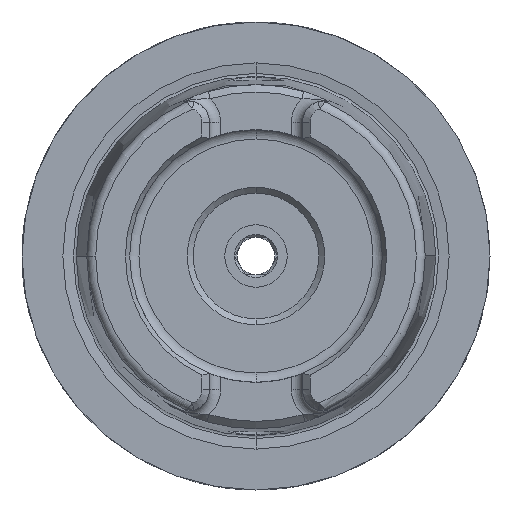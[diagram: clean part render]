
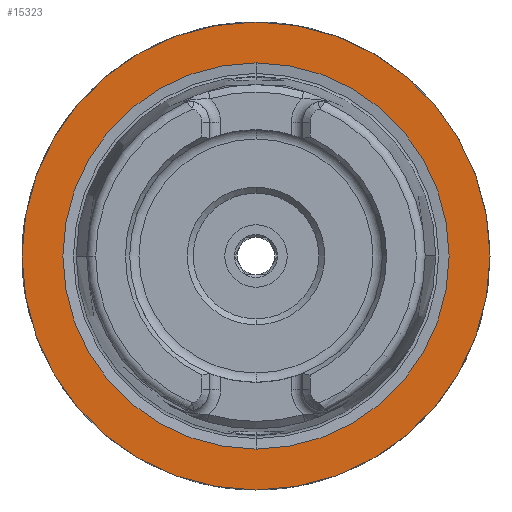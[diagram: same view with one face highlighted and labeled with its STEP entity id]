
A CAD part, left-side view. The second image highlights one B-rep face of the part: STEP entity #15323.
In plain terms, the highlighted planar face has unit normal (-1, 0, 0).
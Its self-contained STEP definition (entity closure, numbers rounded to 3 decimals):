
#70 = DIRECTION ( 'NONE',  ( 0., 0., 1. ) ) ;
#833 = DIRECTION ( 'NONE',  ( 0., 0., 1. ) ) ;
#869 = DIRECTION ( 'NONE',  ( -1., 0., 0. ) ) ;
#873 = CARTESIAN_POINT ( 'NONE',  ( 0., 0., 0. ) ) ;
#1057 = DIRECTION ( 'NONE',  ( 0., 0., 1. ) ) ;
#1085 = VERTEX_POINT ( 'NONE', #7356 ) ;
#1111 = CIRCLE ( 'NONE', #4615, 25.995 ) ;
#1308 = CIRCLE ( 'NONE', #12628, 25.995 ) ;
#1603 = EDGE_CURVE ( 'NONE', #13840, #10993, #6283, .T. ) ;
#2281 = AXIS2_PLACEMENT_3D ( 'NONE', #6971, #15794, #8259 ) ;
#2655 = FACE_BOUND ( 'NONE', #11614, .T. ) ;
#4477 = ORIENTED_EDGE ( 'NONE', *, *, #10190, .T. ) ;
#4615 = AXIS2_PLACEMENT_3D ( 'NONE', #15998, #8468, #1057 ) ;
#4819 = EDGE_CURVE ( 'NONE', #1085, #5982, #1308, .T. ) ;
#4847 = EDGE_LOOP ( 'NONE', ( #4477, #9156 ) ) ;
#4849 = CARTESIAN_POINT ( 'NONE',  ( 0., 0., -31.5 ) ) ;
#5534 = CARTESIAN_POINT ( 'NONE',  ( 0., 0., 0. ) ) ;
#5542 = FACE_OUTER_BOUND ( 'NONE', #4847, .T. ) ;
#5644 = EDGE_CURVE ( 'NONE', #5982, #1085, #1111, .T. ) ;
#5982 = VERTEX_POINT ( 'NONE', #9397 ) ;
#6108 = CIRCLE ( 'NONE', #15719, 31.5 ) ;
#6283 = CIRCLE ( 'NONE', #13333, 31.5 ) ;
#6770 = DIRECTION ( 'NONE',  ( 0., 0., 1. ) ) ;
#6971 = CARTESIAN_POINT ( 'NONE',  ( 0., 0., 0. ) ) ;
#7356 = CARTESIAN_POINT ( 'NONE',  ( 0., 0., 25.995 ) ) ;
#7455 = DIRECTION ( 'NONE',  ( -1., 0., 0. ) ) ;
#8207 = PLANE ( 'NONE',  #2281 ) ;
#8259 = DIRECTION ( 'NONE',  ( 0., 0., -1. ) ) ;
#8468 = DIRECTION ( 'NONE',  ( -1., 0., 0. ) ) ;
#9156 = ORIENTED_EDGE ( 'NONE', *, *, #1603, .T. ) ;
#9397 = CARTESIAN_POINT ( 'NONE',  ( 0., 0., -25.995 ) ) ;
#9835 = CARTESIAN_POINT ( 'NONE',  ( 0., 0., 31.5 ) ) ;
#10190 = EDGE_CURVE ( 'NONE', #10993, #13840, #6108, .T. ) ;
#10993 = VERTEX_POINT ( 'NONE', #9835 ) ;
#11614 = EDGE_LOOP ( 'NONE', ( #15815, #12191 ) ) ;
#12191 = ORIENTED_EDGE ( 'NONE', *, *, #5644, .F. ) ;
#12628 = AXIS2_PLACEMENT_3D ( 'NONE', #14986, #7455, #70 ) ;
#13333 = AXIS2_PLACEMENT_3D ( 'NONE', #873, #869, #833 ) ;
#13840 = VERTEX_POINT ( 'NONE', #4849 ) ;
#14303 = DIRECTION ( 'NONE',  ( -1., 0., 0. ) ) ;
#14986 = CARTESIAN_POINT ( 'NONE',  ( 0., 0., 0. ) ) ;
#15323 = ADVANCED_FACE ( 'NONE', ( #5542, #2655 ), #8207, .F. ) ;
#15719 = AXIS2_PLACEMENT_3D ( 'NONE', #5534, #14303, #6770 ) ;
#15794 = DIRECTION ( 'NONE',  ( 1., 0., 0. ) ) ;
#15815 = ORIENTED_EDGE ( 'NONE', *, *, #4819, .F. ) ;
#15998 = CARTESIAN_POINT ( 'NONE',  ( 0., 0., 0. ) ) ;
